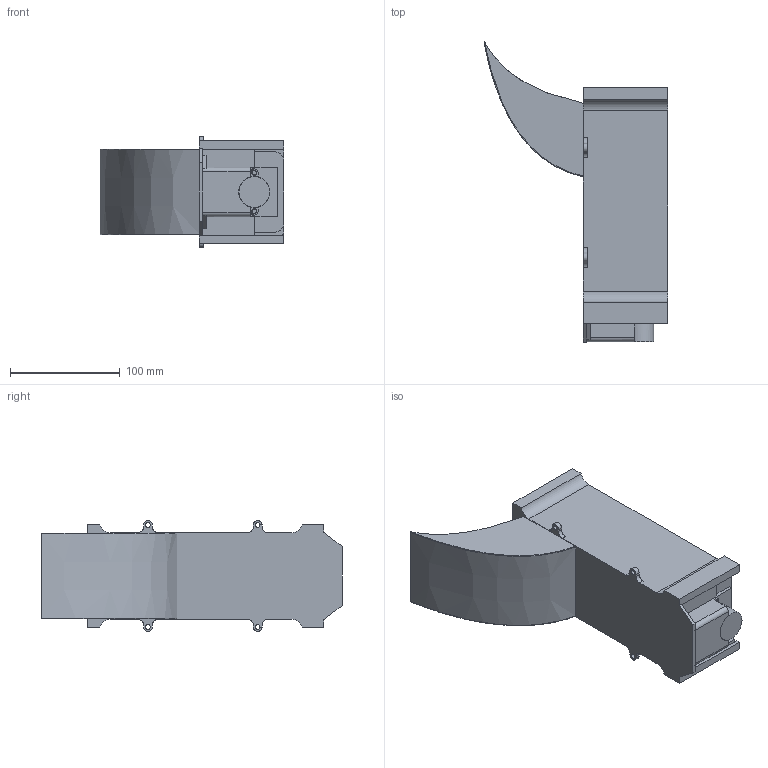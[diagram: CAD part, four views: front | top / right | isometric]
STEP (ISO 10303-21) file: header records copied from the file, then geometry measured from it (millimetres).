
FILE_DESCRIPTION(/* description */ (''),/* implementation_level */ '2;1');
FILE_NAME(/* name */ 'semi barril v17.step',/* time_stamp */ '2024-11-08T10:09:27-03:00',/* author */ (''),/* organization */ (''),/* preprocessor_version */ 'ST-DEVELOPER v20',/* originating_system */ 'Autodesk Translation Framework v13.20.0.188',/* authorisation */ '');
FILE_SCHEMA (('AUTOMOTIVE_DESIGN { 1 0 10303 214 3 1 1 }'));
Length unit declared in the file: millimetre
Products named in the file (9): semi barril; tapa1; tapa trasera; Ruleman; soporte motor; Sin Fin nuevo; tobogan; cuerpo motor; Eje motor
Assembly tree (9 placements, depth 3):
  semi barril
    tapa1
      Ruleman
    tapa trasera
      Ruleman
    soporte motor
    Sin Fin nuevo
    tobogan
    cuerpo motor
      Eje motor
Bounding box: 167.61 x 273.68 x 101 mm (x, y, z)
Volume: 540162.9 mm3; surface area: 237815.4 mm2
Topology: 15 solids, 15 shells, 257 faces, 633 edges, 419 vertices
Faces by surface type: plane 155, cylinder 82, bspline 14, torus 4, cone 2
Full cylindrical faces by diameter (mm): 4 x2, 4.3 x4, 4.6 x2, 5 x3, 7.2 x2, 9 x1, 9.3 x2, 9.5 x1, 10.84 x2, 11.64 x2, 13.6 x4, 15.6 x4, 17.56 x2, 18.36 x2, 18.5 x2, 19.8 x2, 22 x2, 22.5 x2, 28 x1
Entity records: 9392 total; most frequent: CARTESIAN_POINT 3337, ORIENTED_EDGE 1206, DIRECTION 1194, EDGE_CURVE 603, AXIS2_PLACEMENT_3D 405, VERTEX_POINT 399, LINE 384, VECTOR 384
